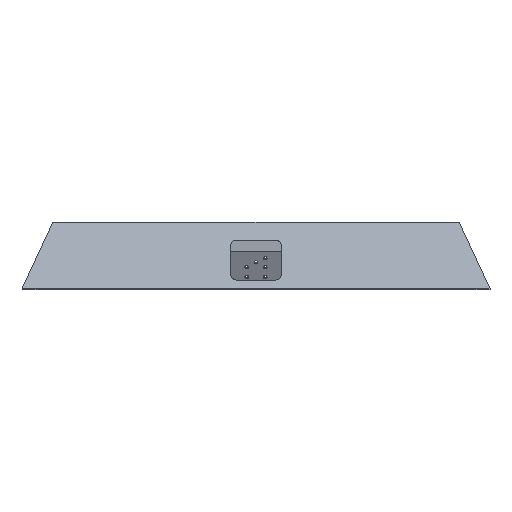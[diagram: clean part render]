
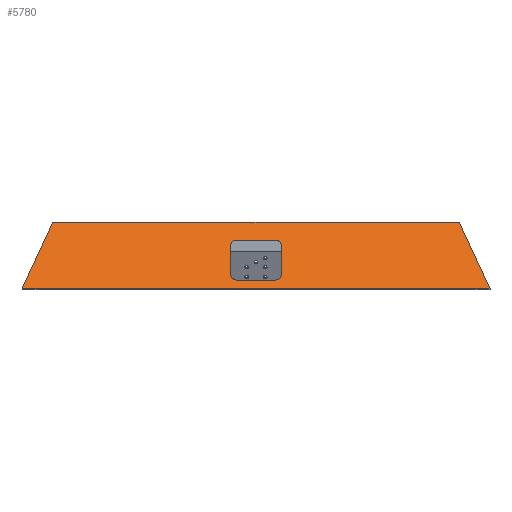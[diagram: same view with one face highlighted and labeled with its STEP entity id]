
A CAD part, top view. The second image highlights one B-rep face of the part: STEP entity #5780.
In plain terms, the highlighted planar face has unit normal (0, 0.418, 0.908).
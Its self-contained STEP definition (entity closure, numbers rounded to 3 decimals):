
#4 = ORIENTED_EDGE ( 'NONE', *, *, #6473, .T. ) ;
#186 = VERTEX_POINT ( 'NONE', #4154 ) ;
#438 = VECTOR ( 'NONE', #3586, 1000. ) ;
#475 = LINE ( 'NONE', #2739, #6230 ) ;
#574 = EDGE_CURVE ( 'NONE', #7480, #2573, #4687, .T. ) ;
#645 = VECTOR ( 'NONE', #7128, 1000. ) ;
#713 = VERTEX_POINT ( 'NONE', #4016 ) ;
#969 = VERTEX_POINT ( 'NONE', #3188 ) ;
#1024 = CARTESIAN_POINT ( 'NONE',  ( 10.257, 4., 103.16 ) ) ;
#1086 = DIRECTION ( 'NONE',  ( 0., 0.908, -0.418 ) ) ;
#1134 = VERTEX_POINT ( 'NONE', #6708 ) ;
#1153 = CARTESIAN_POINT ( 'NONE',  ( -11.5, 19., 96.26 ) ) ;
#1184 = CARTESIAN_POINT ( 'NONE',  ( -11.5, 7., 101.78 ) ) ;
#1187 = VERTEX_POINT ( 'NONE', #2257 ) ;
#1255 = CARTESIAN_POINT ( 'NONE',  ( -11.5, 5.243, 102.588 ) ) ;
#1279 = VERTEX_POINT ( 'NONE', #2222 ) ;
#1358 = ORIENTED_EDGE ( 'NONE', *, *, #574, .T. ) ;
#1383 = CARTESIAN_POINT ( 'NONE',  ( -10.257, 22., 94.88 ) ) ;
#1434 = VECTOR ( 'NONE', #5532, 1000. ) ;
#1614 = ORIENTED_EDGE ( 'NONE', *, *, #6640, .T. ) ;
#1628 = EDGE_LOOP ( 'NONE', ( #2319, #3647, #3794, #2629 ) ) ;
#1707 = CARTESIAN_POINT ( 'NONE',  ( -11.5, 39.865, 86.662 ) ) ;
#1772 = LINE ( 'NONE', #6567, #3981 ) ;
#1870 = FACE_BOUND ( 'NONE', #4014, .T. ) ;
#2005 = DIRECTION ( 'NONE',  ( 1., 0., 0. ) ) ;
#2161 = ORIENTED_EDGE ( 'NONE', *, *, #7365, .T. ) ;
#2167 = CARTESIAN_POINT ( 'NONE',  ( 11.5, 39.865, 86.662 ) ) ;
#2222 = CARTESIAN_POINT ( 'NONE',  ( 91.2, 30., 91.2 ) ) ;
#2257 = CARTESIAN_POINT ( 'NONE',  ( 11.5, 19., 96.26 ) ) ;
#2319 = ORIENTED_EDGE ( 'NONE', *, *, #2673, .T. ) ;
#2352 = CARTESIAN_POINT ( 'NONE',  ( 0., 39.865, 86.662 ) ) ;
#2373 = CARTESIAN_POINT ( 'NONE',  ( -10.257, 4., 103.16 ) ) ;
#2573 = VERTEX_POINT ( 'NONE', #1153 ) ;
#2582 = ORIENTED_EDGE ( 'NONE', *, *, #4830, .T. ) ;
#2614 = CARTESIAN_POINT ( 'NONE',  ( 105., 0., 105. ) ) ;
#2629 = ORIENTED_EDGE ( 'NONE', *, *, #6504, .T. ) ;
#2673 = EDGE_CURVE ( 'NONE', #7184, #1279, #4495, .T. ) ;
#2712 = VECTOR ( 'NONE', #5737, 1000. ) ;
#2714 = CARTESIAN_POINT ( 'NONE',  ( -8.5, 22., 94.88 ) ) ;
#2739 = CARTESIAN_POINT ( 'NONE',  ( -105., 0., 105. ) ) ;
#2879 = DIRECTION ( 'NONE',  ( 0.386, 0.838, -0.386 ) ) ;
#2985 = VECTOR ( 'NONE', #4659, 1000. ) ;
#2993 = EDGE_CURVE ( 'NONE', #1134, #1279, #3770, .T. ) ;
#3032 = CARTESIAN_POINT ( 'NONE',  ( -11.5, 19., 96.26 ) ) ;
#3069 = CARTESIAN_POINT ( 'NONE',  ( -11.5, 20.757, 95.452 ) ) ;
#3188 = CARTESIAN_POINT ( 'NONE',  ( 11.5, 7., 101.78 ) ) ;
#3364 =( BOUNDED_CURVE ( )  B_SPLINE_CURVE ( 3, ( #3032, #3069, #1383, #4288 ),
 .UNSPECIFIED., .F., .T. ) 
 B_SPLINE_CURVE_WITH_KNOTS ( ( 4, 4 ),
 ( 4.712, 6.283 ),
 .UNSPECIFIED. ) 
 CURVE ( )  GEOMETRIC_REPRESENTATION_ITEM ( )  RATIONAL_B_SPLINE_CURVE ( ( 1., 0.805, 0.805, 1. ) ) 
 REPRESENTATION_ITEM ( '' )  );
#3428 = CARTESIAN_POINT ( 'NONE',  ( 8.5, 4., 103.16 ) ) ;
#3586 = DIRECTION ( 'NONE',  ( 1., 0., 0. ) ) ;
#3647 = ORIENTED_EDGE ( 'NONE', *, *, #2993, .F. ) ;
#3770 = LINE ( 'NONE', #5107, #3945 ) ;
#3794 = ORIENTED_EDGE ( 'NONE', *, *, #4905, .F. ) ;
#3853 = AXIS2_PLACEMENT_3D ( 'NONE', #2352, #4815, #1086 ) ;
#3945 = VECTOR ( 'NONE', #2005, 1000. ) ;
#3981 = VECTOR ( 'NONE', #4214, 1000. ) ;
#4014 = EDGE_LOOP ( 'NONE', ( #2161, #5200, #1358, #1614, #4303, #4, #7769, #2582 ) ) ;
#4016 = CARTESIAN_POINT ( 'NONE',  ( 8.5, 22., 94.88 ) ) ;
#4154 = CARTESIAN_POINT ( 'NONE',  ( 8.5, 4., 103.16 ) ) ;
#4161 = CARTESIAN_POINT ( 'NONE',  ( 105., 0., 105. ) ) ;
#4168 = EDGE_CURVE ( 'NONE', #7440, #713, #7708, .T. ) ;
#4214 = DIRECTION ( 'NONE',  ( 1., 0., 0. ) ) ;
#4253 = CARTESIAN_POINT ( 'NONE',  ( 0., 22., 94.88 ) ) ;
#4268 = FACE_OUTER_BOUND ( 'NONE', #1628, .T. ) ;
#4273 = EDGE_CURVE ( 'NONE', #7279, #7480, #7661, .T. ) ;
#4288 = CARTESIAN_POINT ( 'NONE',  ( -8.5, 22., 94.88 ) ) ;
#4303 = ORIENTED_EDGE ( 'NONE', *, *, #4168, .T. ) ;
#4318 = CARTESIAN_POINT ( 'NONE',  ( -8.5, 4., 103.16 ) ) ;
#4382 = CARTESIAN_POINT ( 'NONE',  ( -11.5, 7., 101.78 ) ) ;
#4495 = LINE ( 'NONE', #2614, #1434 ) ;
#4564 = LINE ( 'NONE', #2167, #2712 ) ;
#4659 = DIRECTION ( 'NONE',  ( -1., 0., 0. ) ) ;
#4687 = LINE ( 'NONE', #1707, #645 ) ;
#4815 = DIRECTION ( 'NONE',  ( 0., -0.418, -0.908 ) ) ;
#4830 = EDGE_CURVE ( 'NONE', #969, #186, #5498, .T. ) ;
#4905 = EDGE_CURVE ( 'NONE', #4991, #1134, #475, .T. ) ;
#4991 = VERTEX_POINT ( 'NONE', #6642 ) ;
#5107 = CARTESIAN_POINT ( 'NONE',  ( -91.2, 30., 91.2 ) ) ;
#5200 = ORIENTED_EDGE ( 'NONE', *, *, #4273, .T. ) ;
#5242 = EDGE_CURVE ( 'NONE', #1187, #969, #4564, .T. ) ;
#5498 =( BOUNDED_CURVE ( )  B_SPLINE_CURVE ( 3, ( #6446, #5746, #1024, #3428 ),
 .UNSPECIFIED., .F., .T. ) 
 B_SPLINE_CURVE_WITH_KNOTS ( ( 4, 4 ),
 ( 1.571, 3.142 ),
 .UNSPECIFIED. ) 
 CURVE ( )  GEOMETRIC_REPRESENTATION_ITEM ( )  RATIONAL_B_SPLINE_CURVE ( ( 1., 0.805, 0.805, 1. ) ) 
 REPRESENTATION_ITEM ( '' )  );
#5532 = DIRECTION ( 'NONE',  ( -0.386, 0.838, -0.386 ) ) ;
#5737 = DIRECTION ( 'NONE',  ( 0., -0.908, 0.418 ) ) ;
#5746 = CARTESIAN_POINT ( 'NONE',  ( 11.5, 5.243, 102.588 ) ) ;
#5780 = ADVANCED_FACE ( 'NONE', ( #1870, #4268 ), #7726, .F. ) ;
#5894 = CARTESIAN_POINT ( 'NONE',  ( 8.5, 22., 94.88 ) ) ;
#6230 = VECTOR ( 'NONE', #2879, 1000. ) ;
#6355 = LINE ( 'NONE', #6466, #2985 ) ;
#6446 = CARTESIAN_POINT ( 'NONE',  ( 11.5, 7., 101.78 ) ) ;
#6448 = CARTESIAN_POINT ( 'NONE',  ( 10.257, 22., 94.88 ) ) ;
#6466 = CARTESIAN_POINT ( 'NONE',  ( 0., 4., 103.16 ) ) ;
#6473 = EDGE_CURVE ( 'NONE', #713, #1187, #7710, .T. ) ;
#6494 = CARTESIAN_POINT ( 'NONE',  ( 11.5, 20.757, 95.452 ) ) ;
#6504 = EDGE_CURVE ( 'NONE', #4991, #7184, #1772, .T. ) ;
#6567 = CARTESIAN_POINT ( 'NONE',  ( -105., 0., 105. ) ) ;
#6640 = EDGE_CURVE ( 'NONE', #2573, #7440, #3364, .T. ) ;
#6642 = CARTESIAN_POINT ( 'NONE',  ( -105., 0., 105. ) ) ;
#6708 = CARTESIAN_POINT ( 'NONE',  ( -91.2, 30., 91.2 ) ) ;
#7128 = DIRECTION ( 'NONE',  ( 0., 0.908, -0.418 ) ) ;
#7184 = VERTEX_POINT ( 'NONE', #4161 ) ;
#7279 = VERTEX_POINT ( 'NONE', #4318 ) ;
#7365 = EDGE_CURVE ( 'NONE', #186, #7279, #6355, .T. ) ;
#7440 = VERTEX_POINT ( 'NONE', #2714 ) ;
#7480 = VERTEX_POINT ( 'NONE', #4382 ) ;
#7661 =( BOUNDED_CURVE ( )  B_SPLINE_CURVE ( 3, ( #7750, #2373, #1255, #1184 ),
 .UNSPECIFIED., .F., .T. ) 
 B_SPLINE_CURVE_WITH_KNOTS ( ( 4, 4 ),
 ( 3.142, 4.712 ),
 .UNSPECIFIED. ) 
 CURVE ( )  GEOMETRIC_REPRESENTATION_ITEM ( )  RATIONAL_B_SPLINE_CURVE ( ( 1., 0.805, 0.805, 1. ) ) 
 REPRESENTATION_ITEM ( '' )  );
#7667 = CARTESIAN_POINT ( 'NONE',  ( 11.5, 19., 96.26 ) ) ;
#7708 = LINE ( 'NONE', #4253, #438 ) ;
#7710 =( BOUNDED_CURVE ( )  B_SPLINE_CURVE ( 3, ( #5894, #6448, #6494, #7667 ),
 .UNSPECIFIED., .F., .T. ) 
 B_SPLINE_CURVE_WITH_KNOTS ( ( 4, 4 ),
 ( 0., 1.571 ),
 .UNSPECIFIED. ) 
 CURVE ( )  GEOMETRIC_REPRESENTATION_ITEM ( )  RATIONAL_B_SPLINE_CURVE ( ( 1., 0.805, 0.805, 1. ) ) 
 REPRESENTATION_ITEM ( '' )  );
#7726 = PLANE ( 'NONE',  #3853 ) ;
#7750 = CARTESIAN_POINT ( 'NONE',  ( -8.5, 4., 103.16 ) ) ;
#7769 = ORIENTED_EDGE ( 'NONE', *, *, #5242, .T. ) ;
